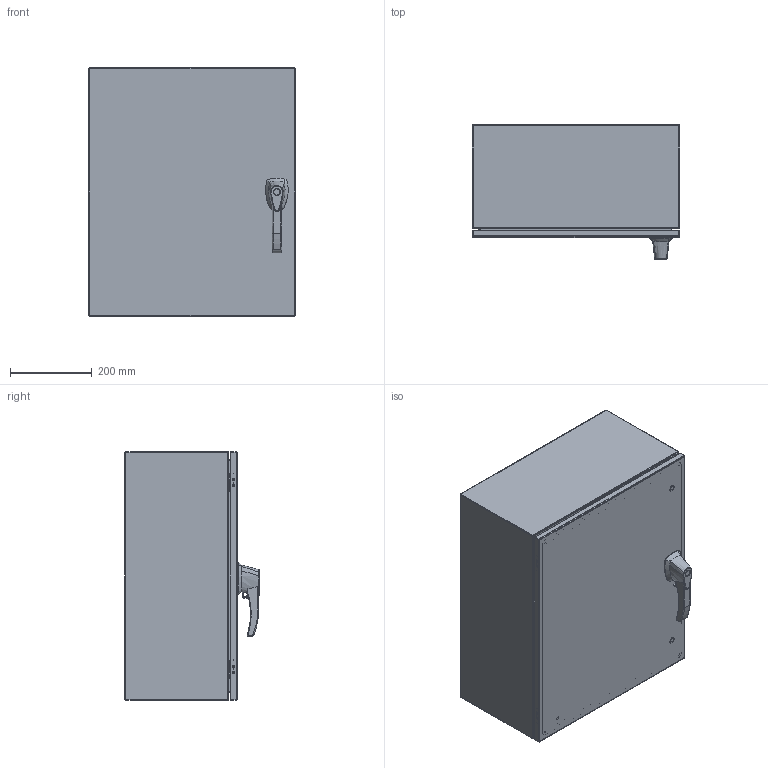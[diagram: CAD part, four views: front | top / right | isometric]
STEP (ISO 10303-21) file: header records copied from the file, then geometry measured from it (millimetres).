
FILE_DESCRIPTION (( 'STEP AP203' ), '1' );
FILE_NAME ('EN4SD242010SSWH_Default.step', '2019-11-14T20:53:22', ( '' ), ( '' ), 'SwSTEP 2.0', 'SolidWorks 2019', '' );
FILE_SCHEMA (( 'CONFIG_CONTROL_DESIGN' ));
Products named in the file (1): EN4SD242010SSWH_Default
Bounding box: 508 x 329.13 x 609.6 mm (x, y, z)
Volume: 2741944.3 mm3; surface area: 2786501.3 mm2
Topology: 46 solids, 47 shells, 1205 faces, 2835 edges, 1771 vertices
Faces by surface type: plane 522, cylinder 467, bspline 137, cone 55, torus 24
Entity records: 73380 total; most frequent: CARTESIAN_POINT 46446, ORIENTED_EDGE 5642, DIRECTION 5353, EDGE_CURVE 2821, AXIS2_PLACEMENT_3D 1946, VERTEX_POINT 1771, VECTOR 1461, LINE 1461
